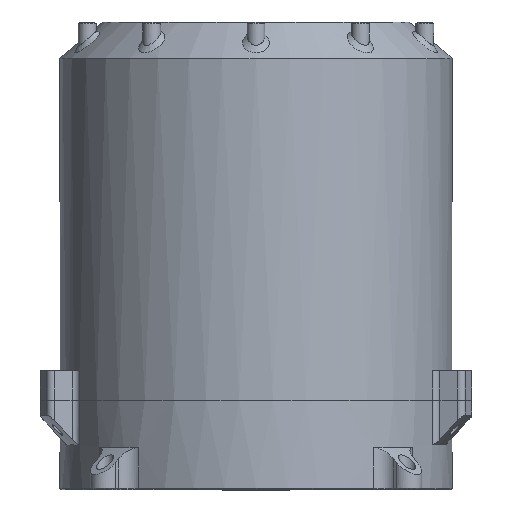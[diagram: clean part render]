
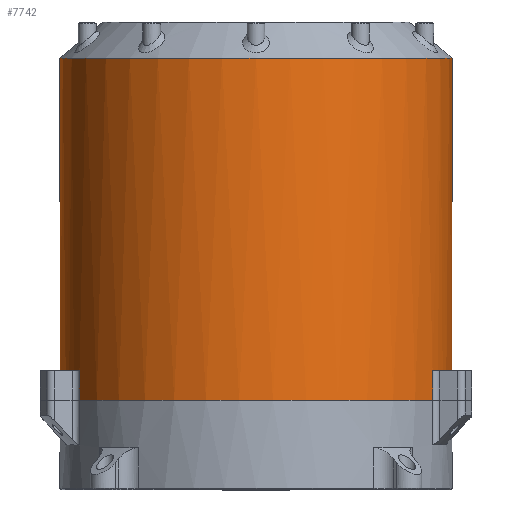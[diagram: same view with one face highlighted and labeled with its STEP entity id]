
A CAD part, top view. The second image highlights one B-rep face of the part: STEP entity #7742.
In plain terms, the highlighted cylindrical face has radius 66 mm (diameter 132 mm), a partial arc.
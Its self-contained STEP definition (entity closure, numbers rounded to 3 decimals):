
#609=FACE_OUTER_BOUND('',#1109,.T.);
#1109=EDGE_LOOP('',(#5692,#5693,#5694,#5695,#5696,#5697,#5698,#5699,#5700,
#5701,#5702,#5703,#5704,#5705,#5706,#5707,#5708,#5709,#5710,#5711,#5712));
#1506=CIRCLE('',#8120,66.);
#1512=CIRCLE('',#8127,66.);
#1519=CIRCLE('',#8135,66.);
#1527=CIRCLE('',#8147,66.);
#1550=CIRCLE('',#8198,66.);
#1551=CIRCLE('',#8199,66.);
#1552=CIRCLE('',#8200,66.);
#1553=CIRCLE('',#8201,66.);
#1554=CIRCLE('',#8202,66.);
#1610=CIRCLE('',#8327,66.);
#1612=CIRCLE('',#8329,66.);
#1797=LINE('',#10769,#2362);
#1826=LINE('',#10889,#2391);
#1829=LINE('',#10897,#2394);
#1832=LINE('',#10905,#2397);
#1842=LINE('',#10944,#2407);
#1843=LINE('',#10949,#2408);
#1853=LINE('',#10974,#2418);
#1855=LINE('',#10980,#2420);
#1856=LINE('',#10985,#2421);
#1857=LINE('',#10990,#2422);
#2362=VECTOR('',#8815,10.);
#2391=VECTOR('',#8932,10.);
#2394=VECTOR('',#8941,10.);
#2397=VECTOR('',#8950,10.);
#2407=VECTOR('',#8992,10.);
#2408=VECTOR('',#8997,10.);
#2418=VECTOR('',#9025,10.);
#2420=VECTOR('',#9029,10.);
#2421=VECTOR('',#9030,10.);
#2422=VECTOR('',#9035,10.);
#3219=VERTEX_POINT('',#10766);
#3220=VERTEX_POINT('',#10768);
#3226=VERTEX_POINT('',#10786);
#3234=VERTEX_POINT('',#10803);
#3235=VERTEX_POINT('',#10805);
#3245=VERTEX_POINT('',#10826);
#3246=VERTEX_POINT('',#10828);
#3259=VERTEX_POINT('',#10861);
#3260=VERTEX_POINT('',#10863);
#3267=VERTEX_POINT('',#10887);
#3269=VERTEX_POINT('',#10895);
#3271=VERTEX_POINT('',#10903);
#3284=VERTEX_POINT('',#10942);
#3286=VERTEX_POINT('',#10947);
#3292=VERTEX_POINT('',#10972);
#3293=VERTEX_POINT('',#10976);
#3294=VERTEX_POINT('',#10977);
#3295=VERTEX_POINT('',#10979);
#3296=VERTEX_POINT('',#10981);
#3298=VERTEX_POINT('',#10988);
#3383=VERTEX_POINT('',#12960);
#3983=EDGE_CURVE('',#3220,#3219,#1797,.T.);
#3992=EDGE_CURVE('',#3226,#3220,#1506,.T.);
#4001=EDGE_CURVE('',#3235,#3234,#1512,.T.);
#4012=EDGE_CURVE('',#3246,#3245,#1519,.T.);
#4029=EDGE_CURVE('',#3260,#3259,#1527,.T.);
#4042=EDGE_CURVE('',#3259,#3267,#1826,.T.);
#4046=EDGE_CURVE('',#3269,#3260,#1829,.T.);
#4050=EDGE_CURVE('',#3271,#3246,#1832,.T.);
#4069=EDGE_CURVE('',#3284,#3226,#1842,.T.);
#4071=EDGE_CURVE('',#3234,#3286,#1843,.T.);
#4084=EDGE_CURVE('',#3292,#3235,#1853,.T.);
#4086=EDGE_CURVE('',#3294,#3295,#1855,.T.);
#4088=EDGE_CURVE('',#3293,#3296,#1856,.T.);
#4090=EDGE_CURVE('',#3245,#3298,#1857,.T.);
#4095=EDGE_CURVE('',#3286,#3284,#1550,.T.);
#4096=EDGE_CURVE('',#3294,#3292,#1551,.T.);
#4097=EDGE_CURVE('',#3298,#3293,#1552,.T.);
#4098=EDGE_CURVE('',#3267,#3271,#1553,.T.);
#4099=EDGE_CURVE('',#3219,#3269,#1554,.T.);
#4238=EDGE_CURVE('',#3383,#3295,#1610,.T.);
#4241=EDGE_CURVE('',#3296,#3383,#1612,.T.);
#5692=ORIENTED_EDGE('',*,*,#4086,.F.);
#5693=ORIENTED_EDGE('',*,*,#4096,.T.);
#5694=ORIENTED_EDGE('',*,*,#4084,.T.);
#5695=ORIENTED_EDGE('',*,*,#4001,.T.);
#5696=ORIENTED_EDGE('',*,*,#4071,.T.);
#5697=ORIENTED_EDGE('',*,*,#4095,.T.);
#5698=ORIENTED_EDGE('',*,*,#4069,.T.);
#5699=ORIENTED_EDGE('',*,*,#3992,.T.);
#5700=ORIENTED_EDGE('',*,*,#3983,.T.);
#5701=ORIENTED_EDGE('',*,*,#4099,.T.);
#5702=ORIENTED_EDGE('',*,*,#4046,.T.);
#5703=ORIENTED_EDGE('',*,*,#4029,.T.);
#5704=ORIENTED_EDGE('',*,*,#4042,.T.);
#5705=ORIENTED_EDGE('',*,*,#4098,.T.);
#5706=ORIENTED_EDGE('',*,*,#4050,.T.);
#5707=ORIENTED_EDGE('',*,*,#4012,.T.);
#5708=ORIENTED_EDGE('',*,*,#4090,.T.);
#5709=ORIENTED_EDGE('',*,*,#4097,.T.);
#5710=ORIENTED_EDGE('',*,*,#4088,.T.);
#5711=ORIENTED_EDGE('',*,*,#4241,.T.);
#5712=ORIENTED_EDGE('',*,*,#4238,.T.);
#7547=CYLINDRICAL_SURFACE('',#8335,66.);
#7742=ADVANCED_FACE('',(#609),#7547,.T.);
#8120=AXIS2_PLACEMENT_3D('',#10787,#8833,#8834);
#8127=AXIS2_PLACEMENT_3D('',#10806,#8850,#8851);
#8135=AXIS2_PLACEMENT_3D('',#10829,#8870,#8871);
#8147=AXIS2_PLACEMENT_3D('',#10864,#8903,#8904);
#8198=AXIS2_PLACEMENT_3D('',#11003,#9046,#9047);
#8199=AXIS2_PLACEMENT_3D('',#11004,#9048,#9049);
#8200=AXIS2_PLACEMENT_3D('',#11005,#9050,#9051);
#8201=AXIS2_PLACEMENT_3D('',#11006,#9052,#9053);
#8202=AXIS2_PLACEMENT_3D('',#11007,#9054,#9055);
#8327=AXIS2_PLACEMENT_3D('',#12961,#9358,#9359);
#8329=AXIS2_PLACEMENT_3D('',#12965,#9363,#9364);
#8335=AXIS2_PLACEMENT_3D('',#13133,#9378,#9379);
#8815=DIRECTION('',(0.,-1.,0.));
#8833=DIRECTION('center_axis',(0.,1.,0.));
#8834=DIRECTION('ref_axis',(-0.173,0.,-0.985));
#8850=DIRECTION('center_axis',(0.,1.,0.));
#8851=DIRECTION('ref_axis',(-0.173,0.,-0.985));
#8870=DIRECTION('center_axis',(0.,1.,0.));
#8871=DIRECTION('ref_axis',(-0.173,0.,-0.985));
#8903=DIRECTION('center_axis',(0.,1.,0.));
#8904=DIRECTION('ref_axis',(-0.173,0.,-0.985));
#8932=DIRECTION('',(0.,-1.,0.));
#8941=DIRECTION('',(0.,1.,0.));
#8950=DIRECTION('',(0.,1.,0.));
#8992=DIRECTION('',(0.,1.,0.));
#8997=DIRECTION('',(0.,-1.,0.));
#9025=DIRECTION('',(0.,1.,0.));
#9029=DIRECTION('',(0.,1.,0.));
#9030=DIRECTION('',(0.,1.,0.));
#9035=DIRECTION('',(0.,-1.,0.));
#9046=DIRECTION('center_axis',(0.,1.,0.));
#9047=DIRECTION('ref_axis',(-0.173,0.,-0.985));
#9048=DIRECTION('center_axis',(0.,1.,0.));
#9049=DIRECTION('ref_axis',(-0.173,0.,-0.985));
#9050=DIRECTION('center_axis',(0.,1.,0.));
#9051=DIRECTION('ref_axis',(-0.173,0.,-0.985));
#9052=DIRECTION('center_axis',(0.,1.,0.));
#9053=DIRECTION('ref_axis',(-0.173,0.,-0.985));
#9054=DIRECTION('center_axis',(0.,1.,0.));
#9055=DIRECTION('ref_axis',(-0.173,0.,-0.985));
#9358=DIRECTION('center_axis',(0.,-1.,0.));
#9359=DIRECTION('ref_axis',(1.,0.,0.));
#9363=DIRECTION('center_axis',(0.,-1.,0.));
#9364=DIRECTION('ref_axis',(1.,0.,0.));
#9378=DIRECTION('center_axis',(0.,1.,0.));
#9379=DIRECTION('ref_axis',(0.,0.,1.));
#10766=CARTESIAN_POINT('',(-59.367,30.,28.838));
#10768=CARTESIAN_POINT('',(-59.367,40.,28.838));
#10769=CARTESIAN_POINT('',(-59.367,0.,28.838));
#10786=CARTESIAN_POINT('',(-64.014,40.,16.069));
#10787=CARTESIAN_POINT('Origin',(0.,40.,0.));
#10803=CARTESIAN_POINT('',(-64.014,40.,-16.069));
#10805=CARTESIAN_POINT('',(-59.367,40.,-28.838));
#10806=CARTESIAN_POINT('Origin',(0.,40.,0.));
#10826=CARTESIAN_POINT('',(59.367,40.,-28.838));
#10828=CARTESIAN_POINT('',(64.014,40.,-16.069));
#10829=CARTESIAN_POINT('Origin',(0.,40.,0.));
#10861=CARTESIAN_POINT('',(64.014,40.,16.069));
#10863=CARTESIAN_POINT('',(59.367,40.,28.838));
#10864=CARTESIAN_POINT('Origin',(0.,40.,0.));
#10887=CARTESIAN_POINT('',(64.014,30.,16.069));
#10889=CARTESIAN_POINT('',(64.014,0.,16.069));
#10895=CARTESIAN_POINT('',(59.367,30.,28.838));
#10897=CARTESIAN_POINT('',(59.367,0.,28.838));
#10903=CARTESIAN_POINT('',(64.014,30.,-16.069));
#10905=CARTESIAN_POINT('',(64.014,0.,-16.069));
#10942=CARTESIAN_POINT('',(-64.014,30.,16.069));
#10944=CARTESIAN_POINT('',(-64.014,0.,16.069));
#10947=CARTESIAN_POINT('',(-64.014,30.,-16.069));
#10949=CARTESIAN_POINT('',(-64.014,0.,-16.069));
#10972=CARTESIAN_POINT('',(-59.367,30.,-28.838));
#10974=CARTESIAN_POINT('',(-59.367,0.,-28.838));
#10976=CARTESIAN_POINT('',(11.446,30.,-65.));
#10977=CARTESIAN_POINT('',(-11.446,30.,-65.));
#10979=CARTESIAN_POINT('',(-11.446,145.,-65.));
#10980=CARTESIAN_POINT('',(-11.446,0.,-65.));
#10981=CARTESIAN_POINT('',(11.446,145.,-65.));
#10985=CARTESIAN_POINT('',(11.446,0.,-65.));
#10988=CARTESIAN_POINT('',(59.367,30.,-28.838));
#10990=CARTESIAN_POINT('',(59.367,0.,-28.838));
#11003=CARTESIAN_POINT('Origin',(0.,30.,0.));
#11004=CARTESIAN_POINT('Origin',(0.,30.,0.));
#11005=CARTESIAN_POINT('Origin',(0.,30.,0.));
#11006=CARTESIAN_POINT('Origin',(0.,30.,0.));
#11007=CARTESIAN_POINT('Origin',(0.,30.,0.));
#12960=CARTESIAN_POINT('',(-66.,145.,0.));
#12961=CARTESIAN_POINT('Origin',(0.,145.,0.));
#12965=CARTESIAN_POINT('Origin',(0.,145.,0.));
#13133=CARTESIAN_POINT('Origin',(0.,0.,0.));
